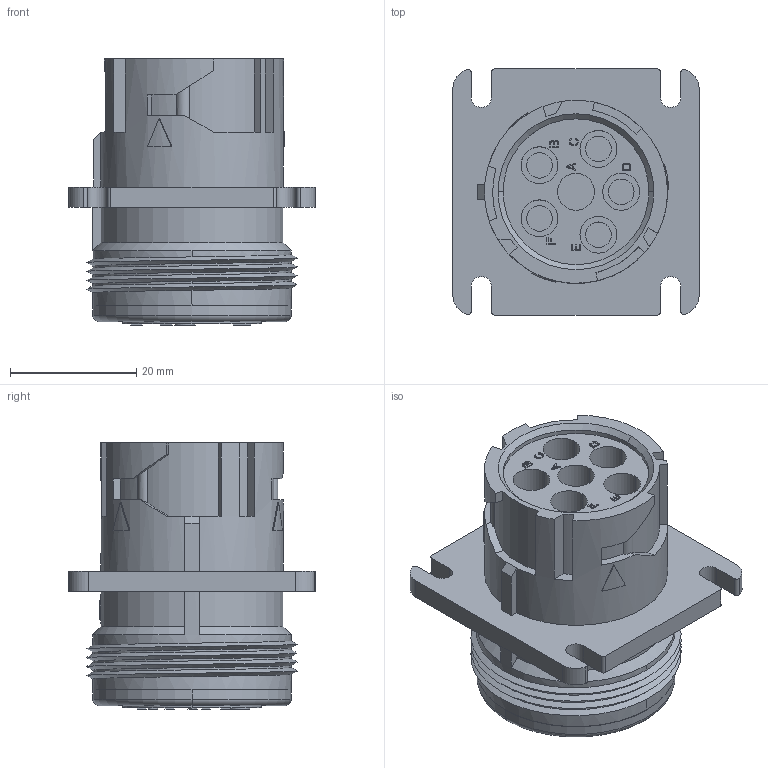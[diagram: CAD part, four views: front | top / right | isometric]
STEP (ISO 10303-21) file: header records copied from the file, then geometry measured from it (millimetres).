
FILE_DESCRIPTION((''),'2;1');
FILE_NAME('PL000344','2014-12-19T',('Orion.Li'),(''),'PRO/ENGINEER BY PARAMETRIC TECHNOLOGY CORPORATION, 2013230','PRO/ENGINEER BY PARAMETRIC TECHNOLOGY CORPORATION, 2013230','');
FILE_SCHEMA(('CONFIG_CONTROL_DESIGN'));
Length unit declared in the file: millimetre
Products named in the file (1): PL000344
Bounding box: 39 x 39 x 42.15 mm (x, y, z)
Volume: 28389.6 mm3; surface area: 9505.9 mm2
Topology: 1 solids, 1 shells, 782 faces, 2107 edges, 1394 vertices
Faces by surface type: plane 467, bspline 165, cylinder 110, cone 15, torus 14, extrusion 11
Entity records: 28641 total; most frequent: CARTESIAN_POINT 9869, ORIENTED_EDGE 4214, DIRECTION 3275, EDGE_CURVE 2107, VECTOR 1437, LINE 1426, VERTEX_POINT 1394, AXIS2_PLACEMENT_3D 919
